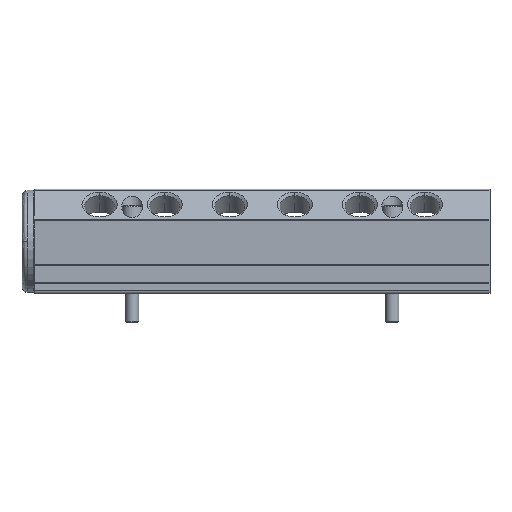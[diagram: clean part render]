
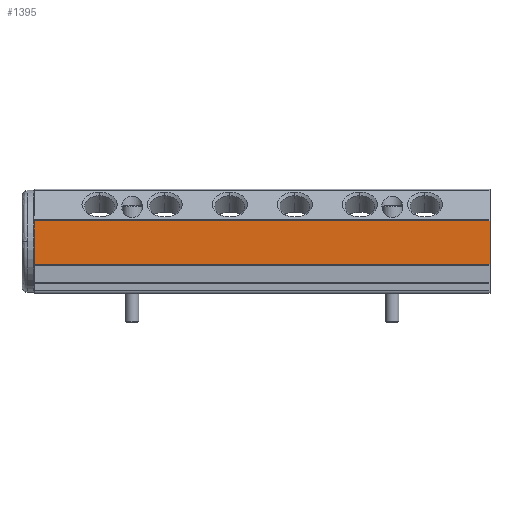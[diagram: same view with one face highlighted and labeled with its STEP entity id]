
A CAD part, front view. The second image highlights one B-rep face of the part: STEP entity #1395.
In plain terms, the highlighted planar face has unit normal (0, -1, 0).
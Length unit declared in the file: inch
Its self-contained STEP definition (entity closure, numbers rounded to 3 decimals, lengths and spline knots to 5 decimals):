
#110 = EDGE_LOOP ( 'NONE', ( #3471, #1999, #2743, #2540 ) ) ;
#386 = LINE ( 'NONE', #1012, #3859 ) ;
#600 = CARTESIAN_POINT ( 'NONE',  ( -8.75, -0.99983, -0.43992 ) ) ;
#671 = DIRECTION ( 'NONE',  ( 1., 0., 0. ) ) ;
#973 = VERTEX_POINT ( 'NONE', #3637 ) ;
#1012 = CARTESIAN_POINT ( 'NONE',  ( 0., -0.99983, -0.40147 ) ) ;
#1164 = PLANE ( 'NONE',  #1548 ) ;
#1395 = ADVANCED_FACE ( 'NONE', ( #3204 ), #1164, .T. ) ;
#1548 = AXIS2_PLACEMENT_3D ( 'NONE', #1799, #7653, #4374 ) ;
#1799 = CARTESIAN_POINT ( 'NONE',  ( -3.125, -0.99983, 0.39343 ) ) ;
#1891 = VECTOR ( 'NONE', #671, 39.37008 ) ;
#1999 = ORIENTED_EDGE ( 'NONE', *, *, #8159, .T. ) ;
#2127 = VERTEX_POINT ( 'NONE', #3103 ) ;
#2179 = DIRECTION ( 'NONE',  ( -1., 0., 0. ) ) ;
#2181 = VERTEX_POINT ( 'NONE', #600 ) ;
#2290 = DIRECTION ( 'NONE',  ( 0., 0., -1. ) ) ;
#2364 = VERTEX_POINT ( 'NONE', #4817 ) ;
#2397 = EDGE_CURVE ( 'NONE', #973, #2364, #386, .T. ) ;
#2525 = VECTOR ( 'NONE', #2179, 39.37008 ) ;
#2540 = ORIENTED_EDGE ( 'NONE', *, *, #2916, .T. ) ;
#2743 = ORIENTED_EDGE ( 'NONE', *, *, #2397, .F. ) ;
#2916 = EDGE_CURVE ( 'NONE', #973, #2127, #4873, .T. ) ;
#3103 = CARTESIAN_POINT ( 'NONE',  ( -8.75, -0.99983, 0.39343 ) ) ;
#3204 = FACE_OUTER_BOUND ( 'NONE', #110, .T. ) ;
#3471 = ORIENTED_EDGE ( 'NONE', *, *, #4240, .F. ) ;
#3637 = CARTESIAN_POINT ( 'NONE',  ( 0., -0.99983, 0.39343 ) ) ;
#3859 = VECTOR ( 'NONE', #2290, 39.37008 ) ;
#4240 = EDGE_CURVE ( 'NONE', #2181, #2127, #7371, .T. ) ;
#4374 = DIRECTION ( 'NONE',  ( 0., 0., -1. ) ) ;
#4817 = CARTESIAN_POINT ( 'NONE',  ( 0., -0.99983, -0.43992 ) ) ;
#4873 = LINE ( 'NONE', #7345, #2525 ) ;
#4937 = DIRECTION ( 'NONE',  ( 0., 0., 1. ) ) ;
#5597 = CARTESIAN_POINT ( 'NONE',  ( -8.75, -0.99983, -0.44992 ) ) ;
#6348 = LINE ( 'NONE', #8332, #1891 ) ;
#7345 = CARTESIAN_POINT ( 'NONE',  ( -3.125, -0.99983, 0.39343 ) ) ;
#7371 = LINE ( 'NONE', #5597, #8038 ) ;
#7653 = DIRECTION ( 'NONE',  ( 0., -1., 0. ) ) ;
#8038 = VECTOR ( 'NONE', #4937, 39.37008 ) ;
#8159 = EDGE_CURVE ( 'NONE', #2181, #2364, #6348, .T. ) ;
#8332 = CARTESIAN_POINT ( 'NONE',  ( -3.125, -0.99983, -0.43992 ) ) ;
